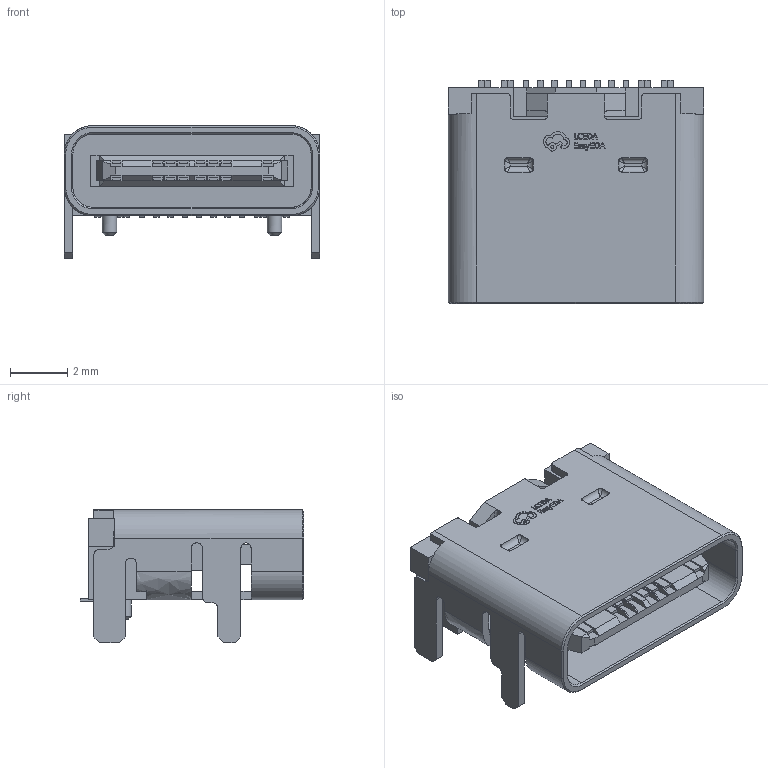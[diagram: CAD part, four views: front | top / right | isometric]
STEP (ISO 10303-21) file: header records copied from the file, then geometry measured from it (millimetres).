
FILE_DESCRIPTION(('Open CASCADE Model'),'2;1');
FILE_NAME('Open CASCADE Shape Model','2025-09-13T21:49:14',('Author'),( 'Open CASCADE'),'Open CASCADE STEP processor 7.8','Open CASCADE 7.8' ,'Unknown');
FILE_SCHEMA(('AUTOMOTIVE_DESIGN { 1 0 10303 214 1 1 1 1 }'));
Length unit declared in the file: millimetre
Products named in the file (1): COMPOUND
Bounding box: 8.94 x 7.82 x 4.67 mm (x, y, z)
Volume: 118.8 mm3; surface area: 535.1 mm2
Topology: 29 solids, 29 shells, 775 faces, 1988 edges, 1276 vertices
Faces by surface type: bspline 775
Entity records: 27645 total; most frequent: CARTESIAN_POINT 9939, ORIENTED_EDGE 3944, EDGE_CURVE 1972, B_SPLINE_CURVE_WITH_KNOTS 1772, VERTEX_POINT 1276, PRESENTATION_STYLE_ASSIGNMENT 803, SURFACE_STYLE_USAGE 803, SURFACE_SIDE_STYLE 803
